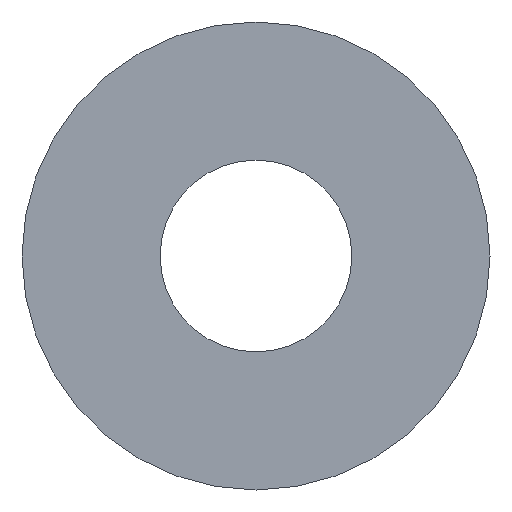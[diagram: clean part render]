
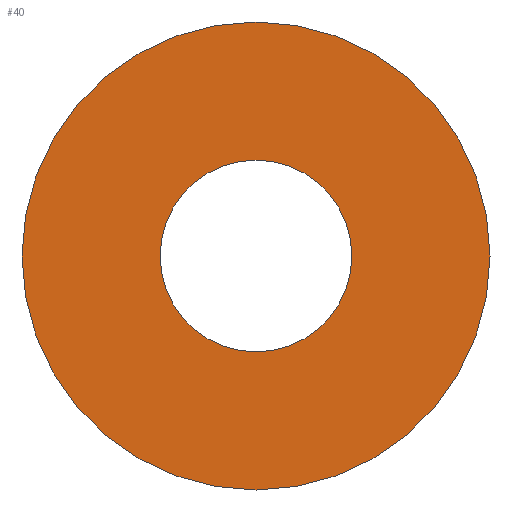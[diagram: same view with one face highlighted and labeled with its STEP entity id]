
A CAD part, front view. The second image highlights one B-rep face of the part: STEP entity #40.
In plain terms, the highlighted planar face has unit normal (0, -1, 0).
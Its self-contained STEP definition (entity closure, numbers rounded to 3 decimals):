
#40 = ADVANCED_FACE( '', ( #79, #80 ), #81, .T. );
#79 = FACE_BOUND( '', #110, .T. );
#80 = FACE_OUTER_BOUND( '', #111, .T. );
#81 = PLANE( '', #112 );
#110 = EDGE_LOOP( '', ( #145 ) );
#111 = EDGE_LOOP( '', ( #146 ) );
#112 = AXIS2_PLACEMENT_3D( '', #147, #148, #149 );
#145 = ORIENTED_EDGE( '', *, *, #160, .F. );
#146 = ORIENTED_EDGE( '', *, *, #155, .T. );
#147 = CARTESIAN_POINT( '', ( 0., 0., 0. ) );
#148 = DIRECTION( '', ( 0., -1., 0. ) );
#149 = DIRECTION( '', ( 0., 0., -1. ) );
#155 = EDGE_CURVE( '', #170, #170, #171, .T. );
#160 = EDGE_CURVE( '', #177, #177, #178, .T. );
#170 = VERTEX_POINT( '', #188 );
#171 = CIRCLE( '', #189, 3. );
#177 = VERTEX_POINT( '', #195 );
#178 = CIRCLE( '', #196, 1.23 );
#188 = CARTESIAN_POINT( '', ( 0., 0., -3. ) );
#189 = AXIS2_PLACEMENT_3D( '', #207, #208, #209 );
#195 = CARTESIAN_POINT( '', ( 1.23, 0., 0. ) );
#196 = AXIS2_PLACEMENT_3D( '', #213, #214, #215 );
#207 = CARTESIAN_POINT( '', ( 0., 0., 0. ) );
#208 = DIRECTION( '', ( 0., -1., 0. ) );
#209 = DIRECTION( '', ( 0., 0., -1. ) );
#213 = CARTESIAN_POINT( '', ( 0., 0., 0. ) );
#214 = DIRECTION( '', ( 0., -1., 0. ) );
#215 = DIRECTION( '', ( 1., 0., 0. ) );
